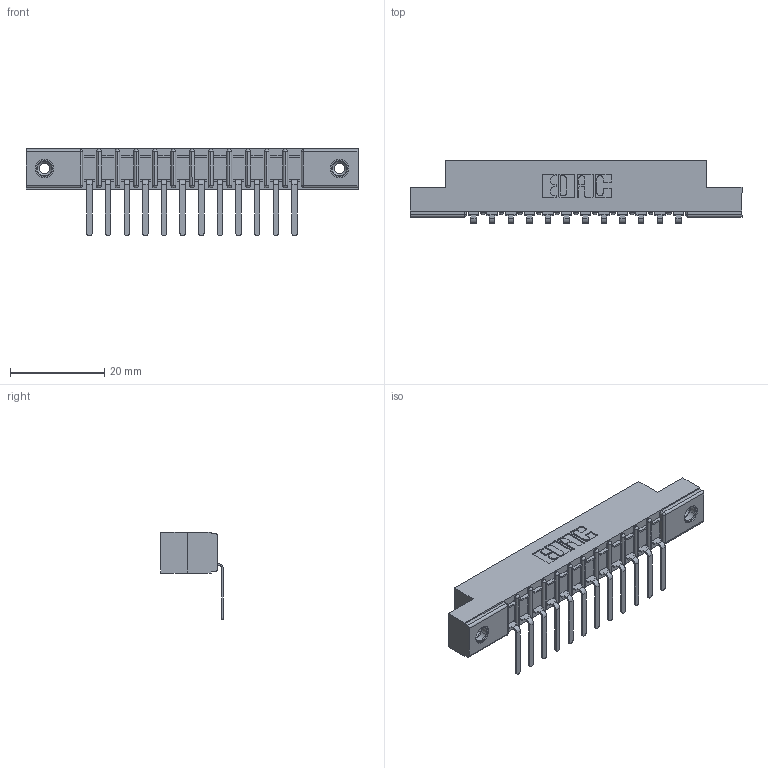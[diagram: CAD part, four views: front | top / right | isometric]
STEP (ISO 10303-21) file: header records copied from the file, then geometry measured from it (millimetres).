
FILE_DESCRIPTION (( 'STEP AP203' ), '1' );
FILE_NAME ('357-012-457-108.STEP', '2020-09-30T13:12:40', ( '' ), ( '' ), 'SwSTEP 2.0', 'SolidWorks 2020', '' );
FILE_SCHEMA (( 'CONFIG_CONTROL_DESIGN' ));
Length unit declared in the file: inch
Products named in the file (4): 307-290-002_557; 307 Part_.156 Dia Mounting Holes; 345-250-001_345-250-003-102; 357-012-457-108
Assembly tree (15 placements, depth 2):
  357-012-457-108
    307 Part_.156 Dia Mounting Holes
    307-290-002_557  x12
    345-250-001_345-250-003-102  x2
Bounding box: 70.56 x 13.32 x 18.67 mm (x, y, z)
Volume: 4678.9 mm3; surface area: 8170.8 mm2
Topology: 15 solids, 15 shells, 1127 faces, 3387 edges, 2214 vertices
Faces by surface type: plane 666, cylinder 419, sphere 26, cone 12, torus 4
Entity records: 16025 total; most frequent: CARTESIAN_POINT 2679, ORIENTED_EDGE 2662, DIRECTION 2627, EDGE_CURVE 1331, VECTOR 1003, LINE 1003, VERTEX_POINT 864, AXIS2_PLACEMENT_3D 812
